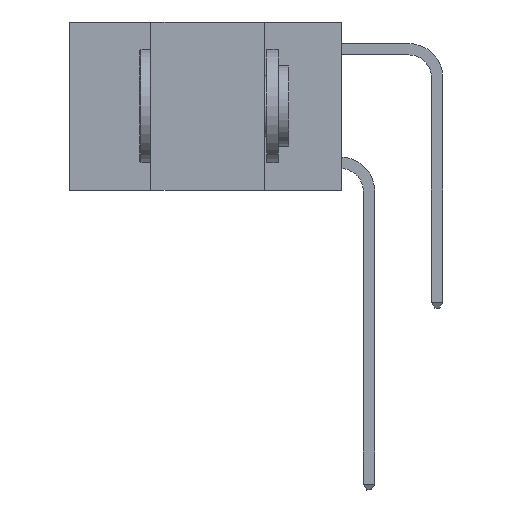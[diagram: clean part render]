
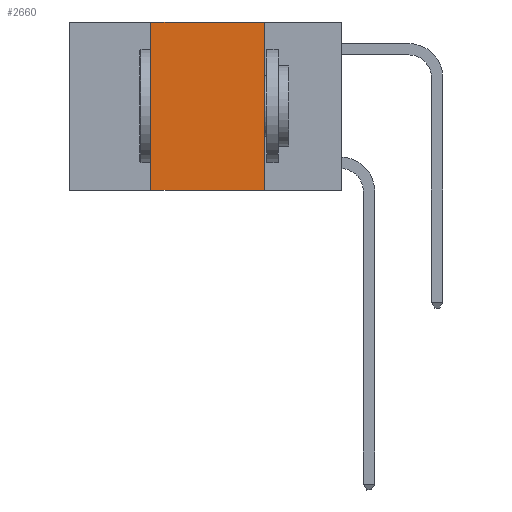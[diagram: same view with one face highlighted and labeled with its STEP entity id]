
A CAD part, left-side view. The second image highlights one B-rep face of the part: STEP entity #2660.
In plain terms, the highlighted planar face has unit normal (-1, 0, 0).
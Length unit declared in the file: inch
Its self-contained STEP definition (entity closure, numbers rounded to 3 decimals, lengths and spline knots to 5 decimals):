
#1917 = FACE_OUTER_BOUND ( 'NONE', #14232, .T. ) ;
#2377 = DIRECTION ( 'NONE',  ( 0., 0., 1. ) ) ;
#2660 = ADVANCED_FACE ( 'NONE', ( #1917 ), #27363, .F. ) ;
#2720 = LINE ( 'NONE', #7395, #20307 ) ;
#4507 = EDGE_CURVE ( 'NONE', #32381, #17852, #2720, .T. ) ;
#6166 = CARTESIAN_POINT ( 'NONE',  ( 0., 0.17, -0.37 ) ) ;
#6693 = EDGE_CURVE ( 'NONE', #32381, #21143, #22343, .T. ) ;
#7395 = CARTESIAN_POINT ( 'NONE',  ( 0., 0.42, 0. ) ) ;
#8445 = ORIENTED_EDGE ( 'NONE', *, *, #26350, .F. ) ;
#8797 = DIRECTION ( 'NONE',  ( 0., 0., -1. ) ) ;
#9839 = CARTESIAN_POINT ( 'NONE',  ( 0., 0.17, 0. ) ) ;
#10319 = ORIENTED_EDGE ( 'NONE', *, *, #12796, .F. ) ;
#11430 = VECTOR ( 'NONE', #19844, 39.37008 ) ;
#12157 = DIRECTION ( 'NONE',  ( 0., -1., 0. ) ) ;
#12487 = ORIENTED_EDGE ( 'NONE', *, *, #6693, .T. ) ;
#12595 = AXIS2_PLACEMENT_3D ( 'NONE', #16698, #29873, #25027 ) ;
#12796 = EDGE_CURVE ( 'NONE', #24372, #21143, #26732, .T. ) ;
#14232 = EDGE_LOOP ( 'NONE', ( #10319, #8445, #31495, #12487 ) ) ;
#16698 = CARTESIAN_POINT ( 'NONE',  ( 0., 0.6, 0. ) ) ;
#17852 = VERTEX_POINT ( 'NONE', #27735 ) ;
#19349 = CARTESIAN_POINT ( 'NONE',  ( 0., 0.42, -0.37 ) ) ;
#19844 = DIRECTION ( 'NONE',  ( 0., -1., 0. ) ) ;
#19997 = CARTESIAN_POINT ( 'NONE',  ( 0., 0.6, 0. ) ) ;
#20307 = VECTOR ( 'NONE', #2377, 39.37008 ) ;
#21143 = VERTEX_POINT ( 'NONE', #6166 ) ;
#22343 = LINE ( 'NONE', #32720, #29576 ) ;
#24372 = VERTEX_POINT ( 'NONE', #9839 ) ;
#24818 = CARTESIAN_POINT ( 'NONE',  ( 0., 0.17, 0. ) ) ;
#25027 = DIRECTION ( 'NONE',  ( 0., 0., -1. ) ) ;
#26350 = EDGE_CURVE ( 'NONE', #17852, #24372, #32702, .T. ) ;
#26732 = LINE ( 'NONE', #24818, #29826 ) ;
#27363 = PLANE ( 'NONE',  #12595 ) ;
#27735 = CARTESIAN_POINT ( 'NONE',  ( 0., 0.42, 0. ) ) ;
#29576 = VECTOR ( 'NONE', #12157, 39.37008 ) ;
#29826 = VECTOR ( 'NONE', #8797, 39.37008 ) ;
#29873 = DIRECTION ( 'NONE',  ( 1., 0., 0. ) ) ;
#31495 = ORIENTED_EDGE ( 'NONE', *, *, #4507, .F. ) ;
#32381 = VERTEX_POINT ( 'NONE', #19349 ) ;
#32702 = LINE ( 'NONE', #19997, #11430 ) ;
#32720 = CARTESIAN_POINT ( 'NONE',  ( 0., 0.6, -0.37 ) ) ;
